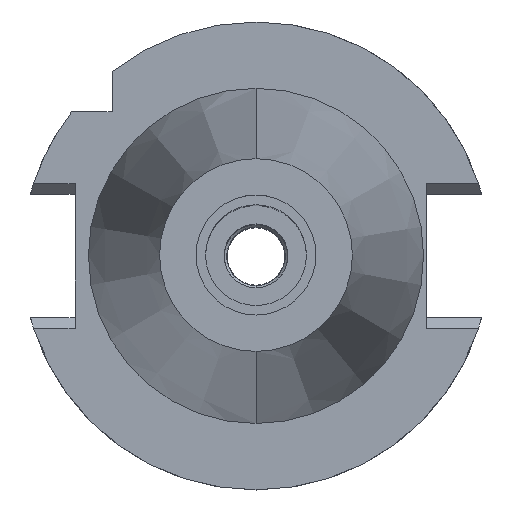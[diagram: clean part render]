
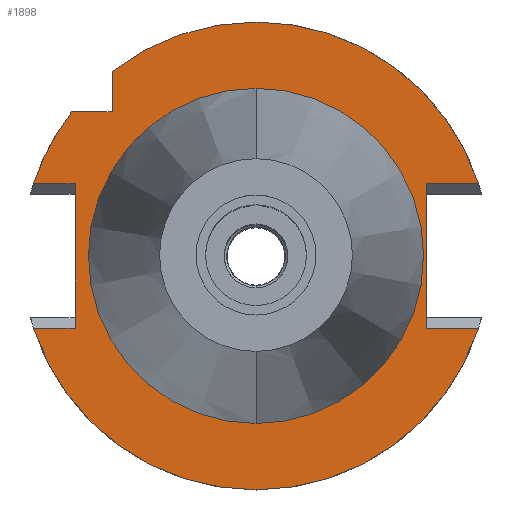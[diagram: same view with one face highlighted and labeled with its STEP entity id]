
A CAD part, top view. The second image highlights one B-rep face of the part: STEP entity #1898.
In plain terms, the highlighted planar face has unit normal (0, 0, 1).
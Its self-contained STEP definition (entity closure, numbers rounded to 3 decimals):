
#135=DIRECTION('',(0.,1.,0.));
#136=VECTOR('',#135,8.426);
#137=CARTESIAN_POINT('',(-30.,30.,-1.5));
#138=LINE('',#137,#136);
#142=CARTESIAN_POINT('',(0.,0.,-1.5));
#143=DIRECTION('',(0.,0.,-1.));
#144=DIRECTION('',(-0.615,0.788,0.));
#145=AXIS2_PLACEMENT_3D('',#142,#143,#144);
#150=CARTESIAN_POINT('',(0.,0.,-1.5));
#151=DIRECTION('',(0.,0.,-1.));
#152=DIRECTION('',(0.,1.,0.));
#153=AXIS2_PLACEMENT_3D('',#150,#151,#152);
#158=DIRECTION('',(0.,-1.,0.));
#159=VECTOR('',#158,30.1);
#160=CARTESIAN_POINT('',(35.5,15.05,-1.5));
#161=LINE('',#160,#159);
#165=DIRECTION('',(1.,0.,0.));
#166=VECTOR('',#165,10.869);
#167=CARTESIAN_POINT('',(35.5,-15.05,-1.5));
#168=LINE('',#167,#166);
#172=CARTESIAN_POINT('',(0.,0.,-1.5));
#173=DIRECTION('',(0.,0.,-1.));
#174=DIRECTION('',(0.951,-0.309,0.));
#175=AXIS2_PLACEMENT_3D('',#172,#173,#174);
#180=CARTESIAN_POINT('',(0.,0.,-1.5));
#181=DIRECTION('',(0.,0.,-1.));
#182=DIRECTION('',(0.,-1.,0.));
#183=AXIS2_PLACEMENT_3D('',#180,#181,#182);
#188=DIRECTION('',(-1.,0.,0.));
#189=VECTOR('',#188,8.669);
#190=CARTESIAN_POINT('',(-37.7,15.05,-1.5));
#191=LINE('',#190,#189);
#195=CARTESIAN_POINT('',(0.,0.,-1.5));
#196=DIRECTION('',(0.,0.,-1.));
#197=DIRECTION('',(-0.951,0.309,0.));
#198=AXIS2_PLACEMENT_3D('',#195,#196,#197);
#203=CARTESIAN_POINT('',(0.,0.,-1.5));
#204=DIRECTION('',(0.,0.,1.));
#205=DIRECTION('',(0.,-1.,0.));
#206=AXIS2_PLACEMENT_3D('',#203,#204,#205);
#211=CARTESIAN_POINT('',(0.,0.,-1.5));
#212=DIRECTION('',(0.,0.,1.));
#213=DIRECTION('',(0.,1.,0.));
#214=AXIS2_PLACEMENT_3D('',#211,#212,#213);
#334=DIRECTION('',(-1.,0.,0.));
#335=VECTOR('',#334,8.426);
#336=CARTESIAN_POINT('',(-30.,30.,-1.5));
#337=LINE('',#336,#335);
#387=DIRECTION('',(0.,-1.,0.));
#388=VECTOR('',#387,30.1);
#389=CARTESIAN_POINT('',(-37.7,15.05,-1.5));
#390=LINE('',#389,#388);
#564=DIRECTION('',(-1.,0.,0.));
#565=VECTOR('',#564,8.669);
#566=CARTESIAN_POINT('',(-37.7,-15.05,-1.5));
#567=LINE('',#566,#565);
#841=DIRECTION('',(1.,0.,0.));
#842=VECTOR('',#841,10.869);
#843=CARTESIAN_POINT('',(35.5,15.05,-1.5));
#844=LINE('',#843,#842);
#1526=CARTESIAN_POINT('',(0.,34.925,-1.5));
#1527=VERTEX_POINT('',#1526);
#1528=CARTESIAN_POINT('',(0.,-34.925,-1.5));
#1529=VERTEX_POINT('',#1528);
#1530=CARTESIAN_POINT('',(-30.,30.,-1.5));
#1531=CARTESIAN_POINT('',(-30.,38.426,-1.5));
#1532=VERTEX_POINT('',#1530);
#1533=VERTEX_POINT('',#1531);
#1534=CARTESIAN_POINT('',(0.,48.75,-1.5));
#1535=CARTESIAN_POINT('',(46.369,15.05,-1.5));
#1536=VERTEX_POINT('',#1534);
#1537=VERTEX_POINT('',#1535);
#1538=CARTESIAN_POINT('',(35.5,15.05,-1.5));
#1539=VERTEX_POINT('',#1538);
#1540=CARTESIAN_POINT('',(35.5,-15.05,-1.5));
#1541=VERTEX_POINT('',#1540);
#1542=CARTESIAN_POINT('',(46.369,-15.05,-1.5));
#1543=VERTEX_POINT('',#1542);
#1544=CARTESIAN_POINT('',(0.,-48.75,-1.5));
#1545=CARTESIAN_POINT('',(-46.369,-15.05,-1.5));
#1546=VERTEX_POINT('',#1544);
#1547=VERTEX_POINT('',#1545);
#1548=CARTESIAN_POINT('',(-37.7,-15.05,-1.5));
#1549=VERTEX_POINT('',#1548);
#1550=CARTESIAN_POINT('',(-37.7,15.05,-1.5));
#1551=VERTEX_POINT('',#1550);
#1552=CARTESIAN_POINT('',(-46.369,15.05,-1.5));
#1553=VERTEX_POINT('',#1552);
#1554=CARTESIAN_POINT('',(-38.426,30.,-1.5));
#1555=VERTEX_POINT('',#1554);
#1861=CARTESIAN_POINT('',(0.,0.,-1.5));
#1862=DIRECTION('',(0.,0.,1.));
#1863=DIRECTION('',(0.,1.,0.));
#1864=AXIS2_PLACEMENT_3D('',#1861,#1862,#1863);
#1865=PLANE('',#1864);
#1867=ORIENTED_EDGE('',*,*,#1866,.T.);
#1869=ORIENTED_EDGE('',*,*,#1868,.T.);
#1871=ORIENTED_EDGE('',*,*,#1870,.T.);
#1873=ORIENTED_EDGE('',*,*,#1872,.F.);
#1875=ORIENTED_EDGE('',*,*,#1874,.T.);
#1877=ORIENTED_EDGE('',*,*,#1876,.T.);
#1879=ORIENTED_EDGE('',*,*,#1878,.T.);
#1881=ORIENTED_EDGE('',*,*,#1880,.T.);
#1883=ORIENTED_EDGE('',*,*,#1882,.F.);
#1885=ORIENTED_EDGE('',*,*,#1884,.F.);
#1887=ORIENTED_EDGE('',*,*,#1886,.T.);
#1889=ORIENTED_EDGE('',*,*,#1888,.T.);
#1891=ORIENTED_EDGE('',*,*,#1890,.F.);
#1892=EDGE_LOOP('',(#1867,#1869,#1871,#1873,#1875,#1877,#1879,#1881,#1883,#1885,
#1887,#1889,#1891));
#1893=FACE_OUTER_BOUND('',#1892,.F.);
#1894=ORIENTED_EDGE('',*,*,#1840,.T.);
#1895=ORIENTED_EDGE('',*,*,#1856,.T.);
#1896=EDGE_LOOP('',(#1894,#1895));
#1897=FACE_BOUND('',#1896,.F.);
#146=CIRCLE('',#145,48.75);
#154=CIRCLE('',#153,48.75);
#176=CIRCLE('',#175,48.75);
#184=CIRCLE('',#183,48.75);
#199=CIRCLE('',#198,48.75);
#207=CIRCLE('',#206,34.925);
#215=CIRCLE('',#214,34.925);
#1840=EDGE_CURVE('',#1529,#1527,#207,.T.);
#1856=EDGE_CURVE('',#1527,#1529,#215,.T.);
#1866=EDGE_CURVE('',#1532,#1533,#138,.T.);
#1868=EDGE_CURVE('',#1533,#1536,#146,.T.);
#1870=EDGE_CURVE('',#1536,#1537,#154,.T.);
#1872=EDGE_CURVE('',#1539,#1537,#844,.T.);
#1874=EDGE_CURVE('',#1539,#1541,#161,.T.);
#1876=EDGE_CURVE('',#1541,#1543,#168,.T.);
#1878=EDGE_CURVE('',#1543,#1546,#176,.T.);
#1880=EDGE_CURVE('',#1546,#1547,#184,.T.);
#1882=EDGE_CURVE('',#1549,#1547,#567,.T.);
#1884=EDGE_CURVE('',#1551,#1549,#390,.T.);
#1886=EDGE_CURVE('',#1551,#1553,#191,.T.);
#1888=EDGE_CURVE('',#1553,#1555,#199,.T.);
#1890=EDGE_CURVE('',#1532,#1555,#337,.T.);
#1898=ADVANCED_FACE('',(#1893,#1897),#1865,.T.);
